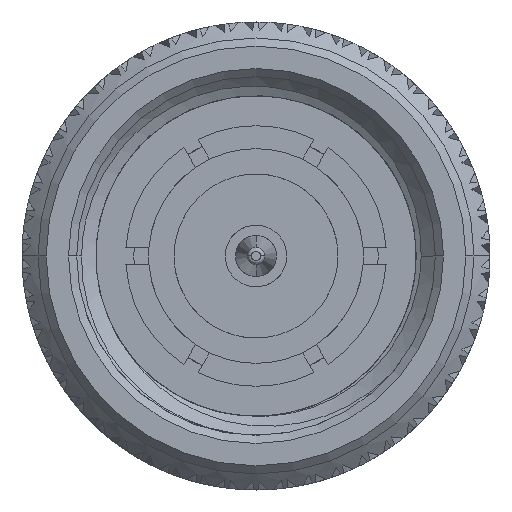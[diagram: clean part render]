
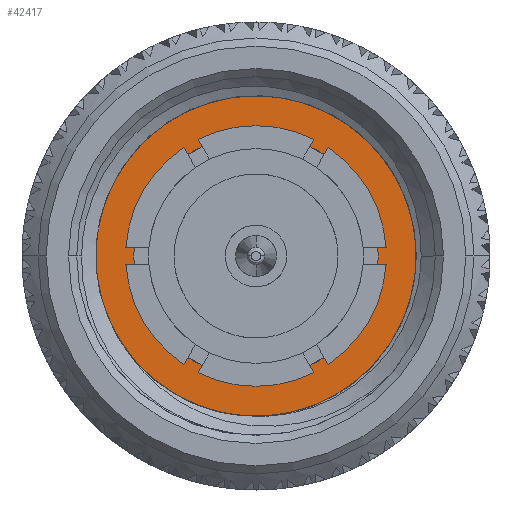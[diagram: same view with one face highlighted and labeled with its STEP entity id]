
A CAD part, left-side view. The second image highlights one B-rep face of the part: STEP entity #42417.
In plain terms, the highlighted planar face has unit normal (-1, 0, 0).
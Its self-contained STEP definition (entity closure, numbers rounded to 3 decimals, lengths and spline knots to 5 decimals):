
#1775 = CIRCLE ( 'NONE', #63223, 0.21875 ) ;
#3783 = CARTESIAN_POINT ( 'NONE',  ( 0.315, -0.20454, 0.04797 ) ) ;
#4819 = CARTESIAN_POINT ( 'NONE',  ( 0.315, -0.20807, 0.00748 ) ) ;
#10008 = EDGE_CURVE ( 'NONE', #60890, #49324, #74040, .T. ) ;
#10779 = DIRECTION ( 'NONE',  ( 0., 1., 0. ) ) ;
#13900 = CARTESIAN_POINT ( 'NONE',  ( 0.315, -0.17788, -0.09907 ) ) ;
#15907 = DIRECTION ( 'NONE',  ( 0., -1., 0. ) ) ;
#16122 = EDGE_CURVE ( 'NONE', #48471, #73225, #66510, .T. ) ;
#19018 = EDGE_CURVE ( 'NONE', #49324, #36818, #1775, .T. ) ;
#19868 = CARTESIAN_POINT ( 'NONE',  ( 0.315, -0.18495, 0.10566 ) ) ;
#20985 = ORIENTED_EDGE ( 'NONE', *, *, #10008, .F. ) ;
#21424 = CARTESIAN_POINT ( 'NONE',  ( 0.315, -0.18775, -0.08136 ) ) ;
#21933 = CARTESIAN_POINT ( 'NONE',  ( 0.315, -0.11289, -0.16317 ) ) ;
#23766 = AXIS2_PLACEMENT_3D ( 'NONE', #93704, #26875, #10779 ) ;
#24446 = DIRECTION ( 'NONE',  ( 1., 0., 0. ) ) ;
#26489 = EDGE_CURVE ( 'NONE', #60890, #72294, #101722, .T. ) ;
#26661 = ORIENTED_EDGE ( 'NONE', *, *, #76259, .T. ) ;
#26875 = DIRECTION ( 'NONE',  ( 1., 0., 0. ) ) ;
#28113 = DIRECTION ( 'NONE',  ( 1., 0., 0. ) ) ;
#28325 = ORIENTED_EDGE ( 'NONE', *, *, #35287, .T. ) ;
#28935 = ORIENTED_EDGE ( 'NONE', *, *, #19018, .F. ) ;
#28952 = CARTESIAN_POINT ( 'NONE',  ( 0.315, -0.15654, 0.14785 ) ) ;
#30530 = CARTESIAN_POINT ( 'NONE',  ( 0.315, -0.20212, -0.04292 ) ) ;
#35287 = EDGE_CURVE ( 'NONE', #67061, #36818, #43126, .T. ) ;
#35636 = CARTESIAN_POINT ( 'NONE',  ( 0.315, 0., -0.19555 ) ) ;
#35697 = VECTOR ( 'NONE', #86236, 39.37008 ) ;
#36488 = CARTESIAN_POINT ( 'NONE',  ( 0.315, -0.14972, 0.15536 ) ) ;
#36818 = VERTEX_POINT ( 'NONE', #69865 ) ;
#36955 = CARTESIAN_POINT ( 'NONE',  ( 0.315, -0.06646, -0.18391 ) ) ;
#37007 = CARTESIAN_POINT ( 'NONE',  ( 0.315, -0.10405, -0.16834 ) ) ;
#37587 = CARTESIAN_POINT ( 'NONE',  ( 0.315, 0., 0. ) ) ;
#40036 = FACE_BOUND ( 'NONE', #86838, .T. ) ;
#41055 = DIRECTION ( 'NONE',  ( 0., -1., 0. ) ) ;
#41116 = ORIENTED_EDGE ( 'NONE', *, *, #26489, .T. ) ;
#42302 = B_SPLINE_CURVE_WITH_KNOTS ( 'NONE', 3,
 ( #49552, #58070, #58606, #74108 ),
 .UNSPECIFIED., .F., .F.,
 ( 4, 4 ),
 ( 0., 0.00172 ),
 .UNSPECIFIED. ) ;
#42417 = ADVANCED_FACE ( 'NONE', ( #40036, #95122 ), #71547, .T. ) ;
#43126 = B_SPLINE_CURVE_WITH_KNOTS ( 'NONE', 3,
 ( #86179, #53539, #103768, #37007, #21933, #86690, #54044, #78105, #71142, #13900, #21424, #30530, #52497, #4819, #54565, #69571, #3783, #87200, #62072, #93151, #19868, #44511, #46590, #28952, #36488, #85123, #101665, #95227 ),
 .UNSPECIFIED., .F., .F.,
 ( 4, 2, 2, 2, 2, 2, 2, 2, 2, 2, 2, 2, 2, 4 ),
 ( 0., 0.00077, 0.00155, 0.00232, 0.0031, 0.00464, 0.00619, 0.00697, 0.00774, 0.00852, 0.00929, 0.01006, 0.01084, 0.01239 ),
 .UNSPECIFIED. ) ;
#44511 = CARTESIAN_POINT ( 'NONE',  ( 0.315, -0.17488, 0.12324 ) ) ;
#45997 = DIRECTION ( 'NONE',  ( 1., 0., 0. ) ) ;
#46590 = CARTESIAN_POINT ( 'NONE',  ( 0.315, -0.16916, 0.13176 ) ) ;
#48471 = VERTEX_POINT ( 'NONE', #65628 ) ;
#48517 = EDGE_LOOP ( 'NONE', ( #20985, #41116, #51452, #28325, #28935 ) ) ;
#48535 = CARTESIAN_POINT ( 'NONE',  ( 0.315, 0., -0.21875 ) ) ;
#49324 = VERTEX_POINT ( 'NONE', #78812 ) ;
#49552 = CARTESIAN_POINT ( 'NONE',  ( 0.315, 0., -0.19555 ) ) ;
#51452 = ORIENTED_EDGE ( 'NONE', *, *, #98927, .T. ) ;
#52497 = CARTESIAN_POINT ( 'NONE',  ( 0.315, -0.20629, -0.02311 ) ) ;
#53539 = CARTESIAN_POINT ( 'NONE',  ( 0.315, -0.07629, -0.18093 ) ) ;
#54044 = CARTESIAN_POINT ( 'NONE',  ( 0.315, -0.13757, -0.14502 ) ) ;
#54565 = CARTESIAN_POINT ( 'NONE',  ( 0.315, -0.20791, 0.01776 ) ) ;
#56427 = AXIS2_PLACEMENT_3D ( 'NONE', #72075, #104702, #15907 ) ;
#58070 = CARTESIAN_POINT ( 'NONE',  ( 0.315, -0.02262, -0.19555 ) ) ;
#58606 = CARTESIAN_POINT ( 'NONE',  ( 0.315, -0.04518, -0.1916 ) ) ;
#60890 = VERTEX_POINT ( 'NONE', #48535 ) ;
#62072 = CARTESIAN_POINT ( 'NONE',  ( 0.315, -0.1968, 0.07763 ) ) ;
#63223 = AXIS2_PLACEMENT_3D ( 'NONE', #86613, #45997, #63551 ) ;
#63551 = DIRECTION ( 'NONE',  ( 0., -1., 0. ) ) ;
#65628 = CARTESIAN_POINT ( 'NONE',  ( 0.315, -0.149, 0. ) ) ;
#66510 = CIRCLE ( 'NONE', #88747, 0.149 ) ;
#67061 = VERTEX_POINT ( 'NONE', #36955 ) ;
#69571 = CARTESIAN_POINT ( 'NONE',  ( 0.315, -0.20615, 0.03797 ) ) ;
#69865 = CARTESIAN_POINT ( 'NONE',  ( 0.315, -0.0929, 0.19804 ) ) ;
#71142 = CARTESIAN_POINT ( 'NONE',  ( 0.315, -0.15915, -0.12333 ) ) ;
#71547 = PLANE ( 'NONE',  #56427 ) ;
#72075 = CARTESIAN_POINT ( 'NONE',  ( 0.315, 0., 0. ) ) ;
#72294 = VERTEX_POINT ( 'NONE', #35636 ) ;
#73212 = ORIENTED_EDGE ( 'NONE', *, *, #16122, .T. ) ;
#73225 = VERTEX_POINT ( 'NONE', #84299 ) ;
#74040 = CIRCLE ( 'NONE', #91187, 0.21875 ) ;
#74108 = CARTESIAN_POINT ( 'NONE',  ( 0.315, -0.06646, -0.18391 ) ) ;
#76259 = EDGE_CURVE ( 'NONE', #73225, #48471, #100564, .T. ) ;
#78105 = CARTESIAN_POINT ( 'NONE',  ( 0.315, -0.15227, -0.13097 ) ) ;
#78309 = CARTESIAN_POINT ( 'NONE',  ( 0.315, 0., 0. ) ) ;
#78812 = CARTESIAN_POINT ( 'NONE',  ( 0.315, 0.21875, 0. ) ) ;
#79884 = DIRECTION ( 'NONE',  ( 0., 1., 0. ) ) ;
#81124 = CARTESIAN_POINT ( 'NONE',  ( 0.315, 0., 0. ) ) ;
#84299 = CARTESIAN_POINT ( 'NONE',  ( 0.315, 0.149, 0. ) ) ;
#85123 = CARTESIAN_POINT ( 'NONE',  ( 0.315, -0.12779, 0.17637 ) ) ;
#86179 = CARTESIAN_POINT ( 'NONE',  ( 0.315, -0.06646, -0.18391 ) ) ;
#86236 = DIRECTION ( 'NONE',  ( 0., 0., 1. ) ) ;
#86613 = CARTESIAN_POINT ( 'NONE',  ( 0.315, 0., 0. ) ) ;
#86690 = CARTESIAN_POINT ( 'NONE',  ( 0.315, -0.12971, -0.15147 ) ) ;
#86838 = EDGE_LOOP ( 'NONE', ( #26661, #73212 ) ) ;
#87200 = CARTESIAN_POINT ( 'NONE',  ( 0.315, -0.19988, 0.06777 ) ) ;
#88747 = AXIS2_PLACEMENT_3D ( 'NONE', #78309, #28113, #79884 ) ;
#91187 = AXIS2_PLACEMENT_3D ( 'NONE', #81124, #24446, #41055 ) ;
#93151 = CARTESIAN_POINT ( 'NONE',  ( 0.315, -0.18933, 0.09653 ) ) ;
#93704 = CARTESIAN_POINT ( 'NONE',  ( 0.315, 0., 0. ) ) ;
#95122 = FACE_OUTER_BOUND ( 'NONE', #48517, .T. ) ;
#95227 = CARTESIAN_POINT ( 'NONE',  ( 0.315, -0.0929, 0.19804 ) ) ;
#98927 = EDGE_CURVE ( 'NONE', #72294, #67061, #42302, .T. ) ;
#100564 = CIRCLE ( 'NONE', #23766, 0.149 ) ;
#101665 = CARTESIAN_POINT ( 'NONE',  ( 0.315, -0.11106, 0.18848 ) ) ;
#101722 = LINE ( 'NONE', #37587, #35697 ) ;
#103768 = CARTESIAN_POINT ( 'NONE',  ( 0.315, -0.08576, -0.1772 ) ) ;
#104702 = DIRECTION ( 'NONE',  ( -1., 0., 0. ) ) ;
